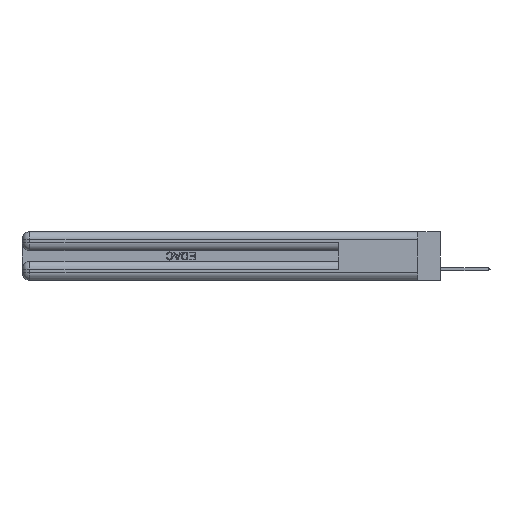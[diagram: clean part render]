
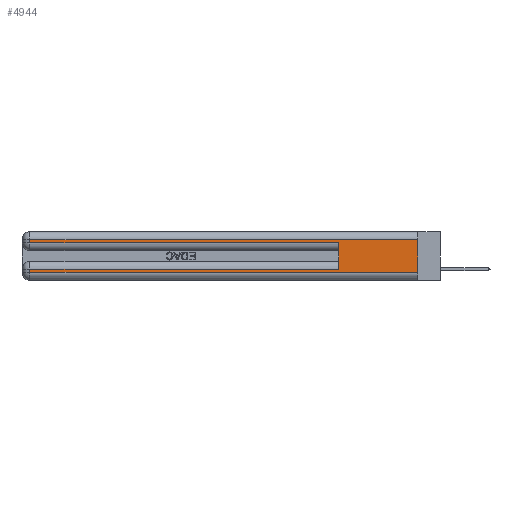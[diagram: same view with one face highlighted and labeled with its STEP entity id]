
A CAD part, left-side view. The second image highlights one B-rep face of the part: STEP entity #4944.
In plain terms, the highlighted planar face has unit normal (-1, 0, 0).
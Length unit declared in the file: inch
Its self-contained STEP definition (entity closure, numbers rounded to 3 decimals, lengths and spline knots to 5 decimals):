
#671 = DIRECTION ( 'NONE',  ( 1., 0., 0. ) ) ;
#1941 = VERTEX_POINT ( 'NONE', #18871 ) ;
#2791 = VERTEX_POINT ( 'NONE', #23389 ) ;
#2885 = VERTEX_POINT ( 'NONE', #38274 ) ;
#3349 = LINE ( 'NONE', #49813, #46131 ) ;
#3356 = VERTEX_POINT ( 'NONE', #41477 ) ;
#3496 = ORIENTED_EDGE ( 'NONE', *, *, #20778, .T. ) ;
#4489 = EDGE_CURVE ( 'NONE', #38774, #37820, #46322, .T. ) ;
#4944 = ADVANCED_FACE ( 'NONE', ( #44349 ), #25474, .F. ) ;
#5181 = CARTESIAN_POINT ( 'NONE',  ( 0., 0., 0.285 ) ) ;
#6228 = EDGE_CURVE ( 'NONE', #1941, #12070, #53196, .T. ) ;
#7647 = DIRECTION ( 'NONE',  ( 0., 0., -1. ) ) ;
#8942 = DIRECTION ( 'NONE',  ( 0., 0., -1. ) ) ;
#9742 = DIRECTION ( 'NONE',  ( 0., 0., 1. ) ) ;
#10686 = ORIENTED_EDGE ( 'NONE', *, *, #40039, .T. ) ;
#11671 = DIRECTION ( 'NONE',  ( 0., 1., 0. ) ) ;
#12070 = VERTEX_POINT ( 'NONE', #33312 ) ;
#13028 = EDGE_CURVE ( 'NONE', #40249, #37820, #21741, .T. ) ;
#14579 = ORIENTED_EDGE ( 'NONE', *, *, #24653, .T. ) ;
#15584 = LINE ( 'NONE', #28150, #25264 ) ;
#17011 = LINE ( 'NONE', #41519, #33818 ) ;
#17079 = DIRECTION ( 'NONE',  ( 0., -1., 0. ) ) ;
#17400 = EDGE_LOOP ( 'NONE', ( #51995, #39618, #3496, #21024, #52205, #14579, #10686, #46351 ) ) ;
#17493 = CARTESIAN_POINT ( 'NONE',  ( 0., 0., 0.37 ) ) ;
#18485 = LINE ( 'NONE', #46202, #28216 ) ;
#18871 = CARTESIAN_POINT ( 'NONE',  ( 0., 2.94, 0.285 ) ) ;
#20131 = EDGE_CURVE ( 'NONE', #40249, #2791, #17011, .T. ) ;
#20592 = CARTESIAN_POINT ( 'NONE',  ( 0., 0., 0.06 ) ) ;
#20778 = EDGE_CURVE ( 'NONE', #2791, #1941, #3349, .T. ) ;
#21024 = ORIENTED_EDGE ( 'NONE', *, *, #6228, .T. ) ;
#21741 = LINE ( 'NONE', #32566, #41851 ) ;
#22372 = VECTOR ( 'NONE', #9742, 39.37008 ) ;
#23389 = CARTESIAN_POINT ( 'NONE',  ( 0., 2.94, 0.31 ) ) ;
#24653 = EDGE_CURVE ( 'NONE', #2885, #3356, #18485, .T. ) ;
#24745 = EDGE_CURVE ( 'NONE', #2885, #12070, #34734, .T. ) ;
#25264 = VECTOR ( 'NONE', #7647, 39.37008 ) ;
#25418 = CARTESIAN_POINT ( 'NONE',  ( 0., 0., 0.06 ) ) ;
#25474 = PLANE ( 'NONE',  #48262 ) ;
#25901 = DIRECTION ( 'NONE',  ( 0., 1., 0. ) ) ;
#28150 = CARTESIAN_POINT ( 'NONE',  ( 0., 2.94, 0.37 ) ) ;
#28171 = VECTOR ( 'NONE', #17079, 39.37008 ) ;
#28216 = VECTOR ( 'NONE', #25901, 39.37008 ) ;
#29360 = DIRECTION ( 'NONE',  ( 0., 0., -1. ) ) ;
#30560 = VECTOR ( 'NONE', #45216, 39.37008 ) ;
#32566 = CARTESIAN_POINT ( 'NONE',  ( 0., 0., 0.37 ) ) ;
#33312 = CARTESIAN_POINT ( 'NONE',  ( 0., 0.6, 0.285 ) ) ;
#33818 = VECTOR ( 'NONE', #11671, 39.37008 ) ;
#34734 = LINE ( 'NONE', #51051, #22372 ) ;
#37077 = DIRECTION ( 'NONE',  ( 0., 0., -1. ) ) ;
#37820 = VERTEX_POINT ( 'NONE', #20592 ) ;
#38274 = CARTESIAN_POINT ( 'NONE',  ( 0., 0.6, 0.085 ) ) ;
#38774 = VERTEX_POINT ( 'NONE', #52708 ) ;
#39618 = ORIENTED_EDGE ( 'NONE', *, *, #20131, .T. ) ;
#40039 = EDGE_CURVE ( 'NONE', #3356, #38774, #15584, .T. ) ;
#40249 = VERTEX_POINT ( 'NONE', #45536 ) ;
#41477 = CARTESIAN_POINT ( 'NONE',  ( 0., 2.94, 0.085 ) ) ;
#41519 = CARTESIAN_POINT ( 'NONE',  ( 0., 0., 0.31 ) ) ;
#41851 = VECTOR ( 'NONE', #37077, 39.37008 ) ;
#44349 = FACE_OUTER_BOUND ( 'NONE', #17400, .T. ) ;
#45216 = DIRECTION ( 'NONE',  ( 0., -1., 0. ) ) ;
#45536 = CARTESIAN_POINT ( 'NONE',  ( 0., 0., 0.31 ) ) ;
#46131 = VECTOR ( 'NONE', #29360, 39.37008 ) ;
#46202 = CARTESIAN_POINT ( 'NONE',  ( 0., 0., 0.085 ) ) ;
#46322 = LINE ( 'NONE', #25418, #28171 ) ;
#46351 = ORIENTED_EDGE ( 'NONE', *, *, #4489, .T. ) ;
#48262 = AXIS2_PLACEMENT_3D ( 'NONE', #17493, #671, #8942 ) ;
#49813 = CARTESIAN_POINT ( 'NONE',  ( 0., 2.94, 0.37 ) ) ;
#51051 = CARTESIAN_POINT ( 'NONE',  ( 0., 0.6, 0.145 ) ) ;
#51995 = ORIENTED_EDGE ( 'NONE', *, *, #13028, .F. ) ;
#52205 = ORIENTED_EDGE ( 'NONE', *, *, #24745, .F. ) ;
#52708 = CARTESIAN_POINT ( 'NONE',  ( 0., 2.94, 0.06 ) ) ;
#53196 = LINE ( 'NONE', #5181, #30560 ) ;
